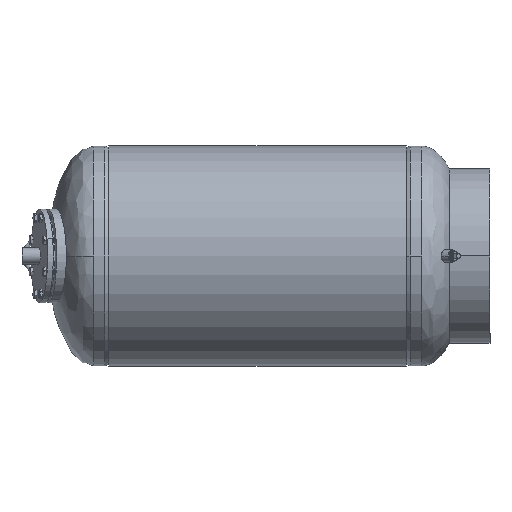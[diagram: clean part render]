
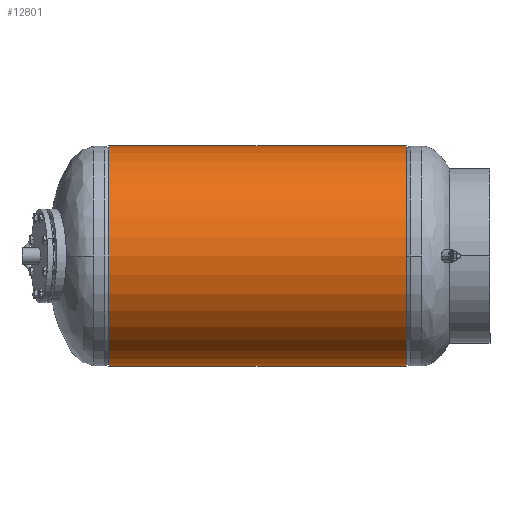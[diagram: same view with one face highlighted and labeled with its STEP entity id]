
A CAD part, front view. The second image highlights one B-rep face of the part: STEP entity #12801.
In plain terms, the highlighted cylindrical face has radius 304.8 mm (diameter 609.6 mm), a partial arc.
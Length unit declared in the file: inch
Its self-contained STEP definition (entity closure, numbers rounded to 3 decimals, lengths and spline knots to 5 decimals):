
#664 = LINE ( 'NONE', #22641, #23460 ) ;
#1039 = DIRECTION ( 'NONE',  ( 1., 0., 0. ) ) ;
#3086 = ORIENTED_EDGE ( 'NONE', *, *, #11422, .F. ) ;
#3259 = VERTEX_POINT ( 'NONE', #9550 ) ;
#3412 = CARTESIAN_POINT ( 'NONE',  ( 12., 0., -97.7581 ) ) ;
#3415 = CARTESIAN_POINT ( 'NONE',  ( 12., 0., -16.25 ) ) ;
#3758 = CIRCLE ( 'NONE', #27598, 12. ) ;
#4924 = VERTEX_POINT ( 'NONE', #25990 ) ;
#5616 = EDGE_CURVE ( 'NONE', #4924, #18763, #24963, .T. ) ;
#6309 = DIRECTION ( 'NONE',  ( 1., 0., 0. ) ) ;
#6986 = ORIENTED_EDGE ( 'NONE', *, *, #14743, .T. ) ;
#8398 = CARTESIAN_POINT ( 'NONE',  ( 0., 0., -97.7581 ) ) ;
#9352 = VECTOR ( 'NONE', #12371, 39.37008 ) ;
#9550 = CARTESIAN_POINT ( 'NONE',  ( -12., 0., -16.25 ) ) ;
#11079 = VERTEX_POINT ( 'NONE', #3415 ) ;
#11422 = EDGE_CURVE ( 'NONE', #11079, #3259, #3758, .T. ) ;
#11811 = ORIENTED_EDGE ( 'NONE', *, *, #16057, .F. ) ;
#12336 = CARTESIAN_POINT ( 'NONE',  ( 12., 0., 16.25 ) ) ;
#12371 = DIRECTION ( 'NONE',  ( 0., 0., 1. ) ) ;
#12788 = DIRECTION ( 'NONE',  ( 0., 0., 1. ) ) ;
#12801 = ADVANCED_FACE ( 'NONE', ( #13217 ), #15393, .T. ) ;
#13217 = FACE_OUTER_BOUND ( 'NONE', #18760, .T. ) ;
#14516 = CARTESIAN_POINT ( 'NONE',  ( 0., 0., -16.25 ) ) ;
#14743 = EDGE_CURVE ( 'NONE', #11079, #18763, #23475, .T. ) ;
#15393 = CYLINDRICAL_SURFACE ( 'NONE', #27314, 12. ) ;
#16057 = EDGE_CURVE ( 'NONE', #3259, #4924, #664, .T. ) ;
#18760 = EDGE_LOOP ( 'NONE', ( #11811, #3086, #6986, #23671 ) ) ;
#18763 = VERTEX_POINT ( 'NONE', #12336 ) ;
#21994 = DIRECTION ( 'NONE',  ( 1., 0., 0. ) ) ;
#22263 = CARTESIAN_POINT ( 'NONE',  ( 0., 0., 16.25 ) ) ;
#22641 = CARTESIAN_POINT ( 'NONE',  ( -12., 0., -97.7581 ) ) ;
#23460 = VECTOR ( 'NONE', #27603, 39.37008 ) ;
#23475 = LINE ( 'NONE', #3412, #9352 ) ;
#23671 = ORIENTED_EDGE ( 'NONE', *, *, #5616, .F. ) ;
#24038 = AXIS2_PLACEMENT_3D ( 'NONE', #22263, #26374, #6309 ) ;
#24963 = CIRCLE ( 'NONE', #24038, 12. ) ;
#25990 = CARTESIAN_POINT ( 'NONE',  ( -12., 0., 16.25 ) ) ;
#26374 = DIRECTION ( 'NONE',  ( 0., 0., 1. ) ) ;
#27314 = AXIS2_PLACEMENT_3D ( 'NONE', #8398, #12788, #21994 ) ;
#27598 = AXIS2_PLACEMENT_3D ( 'NONE', #14516, #28112, #1039 ) ;
#27603 = DIRECTION ( 'NONE',  ( 0., 0., 1. ) ) ;
#28112 = DIRECTION ( 'NONE',  ( 0., 0., -1. ) ) ;
